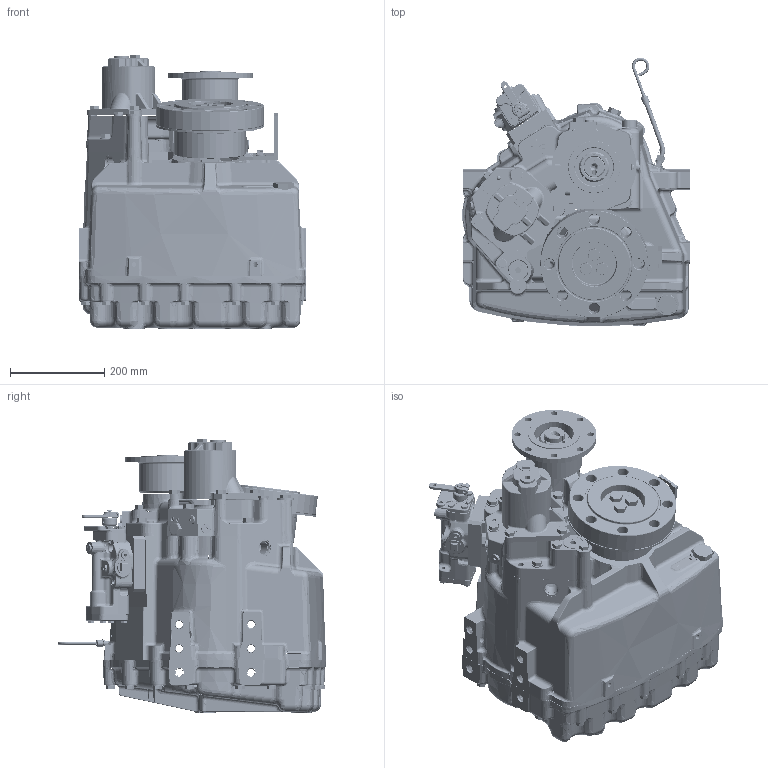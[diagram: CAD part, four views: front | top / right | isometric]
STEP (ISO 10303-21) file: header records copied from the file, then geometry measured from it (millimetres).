
FILE_DESCRIPTION (( 'STEP AP214' ), '1' );
FILE_NAME ('PX13366B.step', '2019-09-02T14:38:50', ( 'TDI' ), ( 'Twin Disc Inc' ), 'SwSTEP 2.0', 'SolidWorks 2015', '' );
FILE_SCHEMA (( 'AUTOMOTIVE_DESIGN' ));
Length unit declared in the file: millimetre
Products named in the file (1): PX13366B
Bounding box: 483.54 x 570.24 x 580.54 mm (x, y, z)
Surface area: 2000288.4 mm2 (no closed solid volume)
Topology: 0 solids, 236 shells, 3508 faces, 12601 edges, 8859 vertices
Faces by surface type: plane 1034, bspline 986, cylinder 815, torus 279, cone 275, sphere 119
Full cylindrical faces by diameter (mm): 4.013 x1, 5.334 x1, 6 x1, 6.35 x6, 6.4 x1, 6.8 x2, 8 x4, 9.335 x6, 9.538 x2, 10 x5, 10.7 x3, 12 x2, 12.5 x1, 12.7 x1, 12.954 x1, 13 x7, 14 x2, 14.2 x8, 14.287 x1, 14.732 x1, 15 x1, 15.837 x1, 16 x2, 16.256 x1, 16.5 x4, 16.8 x3, 17 x2, 18.822 x18, 18.9 x6, 19 x1
Entity records: 256638 total; most frequent: CARTESIAN_POINT 123369, ORIENTED_EDGE 18805, DIRECTION 17436, EDGE_CURVE 12116, VERTEX_POINT 8752, AXIS2_PLACEMENT_3D 6650, EDGE_LOOP 4450, LINE 4136
